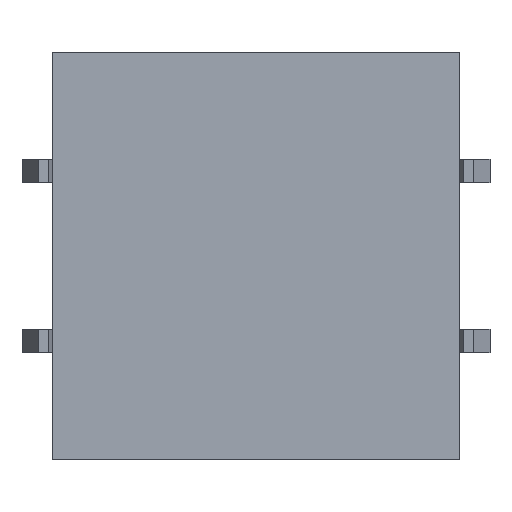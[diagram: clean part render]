
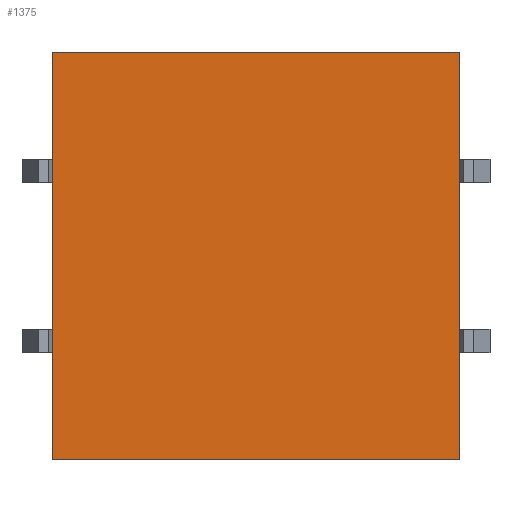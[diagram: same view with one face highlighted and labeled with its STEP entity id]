
A CAD part, front view. The second image highlights one B-rep face of the part: STEP entity #1375.
In plain terms, the highlighted planar face has unit normal (0, -1, 0).
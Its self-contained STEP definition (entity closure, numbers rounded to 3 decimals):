
#40 = DIRECTION ( 'NONE',  ( 0., 1., 0. ) ) ;
#48 = EDGE_CURVE ( 'NONE', #351, #975, #656, .T. ) ;
#50 = CARTESIAN_POINT ( 'NONE',  ( 0., 3.5, 6. ) ) ;
#56 = ORIENTED_EDGE ( 'NONE', *, *, #48, .F. ) ;
#66 = VERTEX_POINT ( 'NONE', #1894 ) ;
#74 = CARTESIAN_POINT ( 'NONE',  ( 6., 3.5, 0. ) ) ;
#94 = VERTEX_POINT ( 'NONE', #789 ) ;
#191 = AXIS2_PLACEMENT_3D ( 'NONE', #1006, #40, #1186 ) ;
#346 = ORIENTED_EDGE ( 'NONE', *, *, #653, .F. ) ;
#351 = VERTEX_POINT ( 'NONE', #822 ) ;
#371 = PLANE ( 'NONE',  #191 ) ;
#599 = CARTESIAN_POINT ( 'NONE',  ( 6., 3.5, 6. ) ) ;
#634 = VECTOR ( 'NONE', #1433, 1000. ) ;
#653 = EDGE_CURVE ( 'NONE', #975, #66, #1556, .T. ) ;
#656 = LINE ( 'NONE', #50, #1473 ) ;
#692 = EDGE_CURVE ( 'NONE', #94, #351, #1069, .T. ) ;
#739 = EDGE_CURVE ( 'NONE', #66, #94, #1336, .T. ) ;
#789 = CARTESIAN_POINT ( 'NONE',  ( -6., 3.5, -6. ) ) ;
#822 = CARTESIAN_POINT ( 'NONE',  ( -6., 3.5, 6. ) ) ;
#848 = CARTESIAN_POINT ( 'NONE',  ( 0., 3.5, -6. ) ) ;
#975 = VERTEX_POINT ( 'NONE', #599 ) ;
#1006 = CARTESIAN_POINT ( 'NONE',  ( 0., 3.5, 0. ) ) ;
#1069 = LINE ( 'NONE', #1426, #634 ) ;
#1121 = VECTOR ( 'NONE', #1603, 1000. ) ;
#1186 = DIRECTION ( 'NONE',  ( 0., 0., 1. ) ) ;
#1253 = EDGE_LOOP ( 'NONE', ( #1600, #346, #56, #1955 ) ) ;
#1336 = LINE ( 'NONE', #848, #1871 ) ;
#1375 = ADVANCED_FACE ( 'NONE', ( #1771 ), #371, .F. ) ;
#1426 = CARTESIAN_POINT ( 'NONE',  ( -6., 3.5, 0. ) ) ;
#1433 = DIRECTION ( 'NONE',  ( 0., 0., 1. ) ) ;
#1473 = VECTOR ( 'NONE', #1584, 1000. ) ;
#1556 = LINE ( 'NONE', #74, #1121 ) ;
#1584 = DIRECTION ( 'NONE',  ( 1., 0., 0. ) ) ;
#1600 = ORIENTED_EDGE ( 'NONE', *, *, #739, .F. ) ;
#1603 = DIRECTION ( 'NONE',  ( 0., 0., -1. ) ) ;
#1771 = FACE_OUTER_BOUND ( 'NONE', #1253, .T. ) ;
#1871 = VECTOR ( 'NONE', #1982, 1000. ) ;
#1894 = CARTESIAN_POINT ( 'NONE',  ( 6., 3.5, -6. ) ) ;
#1955 = ORIENTED_EDGE ( 'NONE', *, *, #692, .F. ) ;
#1982 = DIRECTION ( 'NONE',  ( -1., 0., 0. ) ) ;
